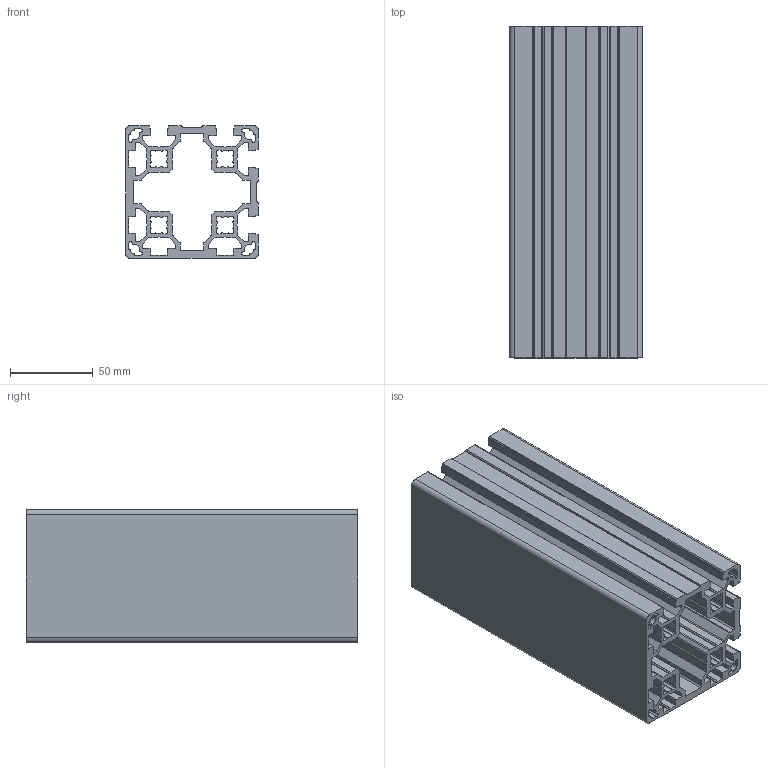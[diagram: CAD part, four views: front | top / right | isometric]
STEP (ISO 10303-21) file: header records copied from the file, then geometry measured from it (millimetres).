
FILE_DESCRIPTION (( 'STEP AP203' ), '1' );
FILE_NAME ('411993658_c_1.STEP', '2022-10-24T11:32:05', ( '' ), ( '' ), 'SwSTEP 2.0', 'SolidWorks 2014', '' );
FILE_SCHEMA (( 'CONFIG_CONTROL_DESIGN' ));
Length unit declared in the file: millimetre
Products named in the file (1): 411993658_c_1
Bounding box: 80 x 200 x 80 mm (x, y, z)
Volume: 394788.5 mm3; surface area: 252304.7 mm2
Topology: 1 solids, 1 shells, 584 faces, 1746 edges, 1164 vertices
Faces by surface type: plane 298, cylinder 286
Entity records: 19931 total; most frequent: CARTESIAN_POINT 3495, ORIENTED_EDGE 3492, DIRECTION 3488, EDGE_CURVE 1746, LINE 1174, VECTOR 1174, VERTEX_POINT 1164, AXIS2_PLACEMENT_3D 1157
